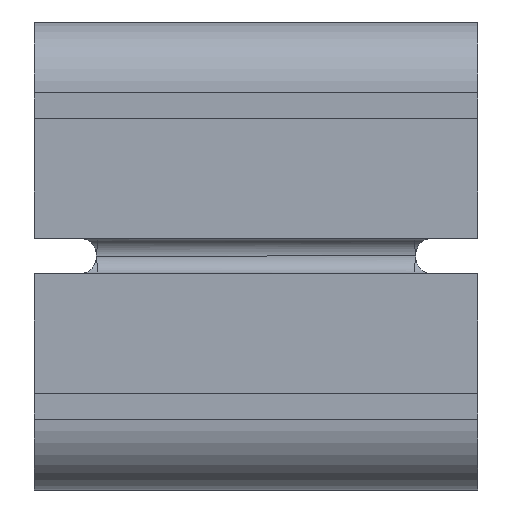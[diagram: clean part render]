
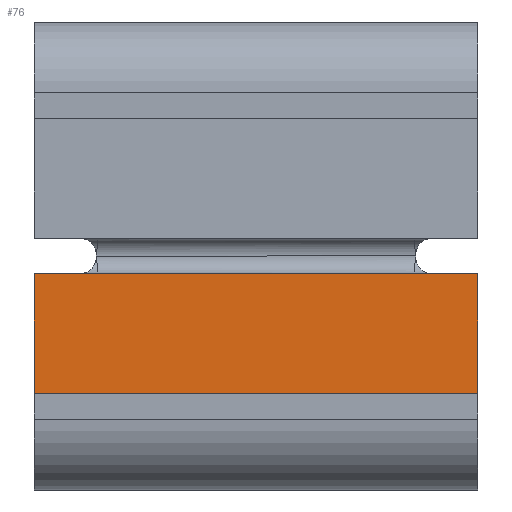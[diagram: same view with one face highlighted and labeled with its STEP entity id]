
A CAD part, front view. The second image highlights one B-rep face of the part: STEP entity #76.
In plain terms, the highlighted planar face has unit normal (0, -1, 0).
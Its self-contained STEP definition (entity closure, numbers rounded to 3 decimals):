
#76=ADVANCED_FACE('',(#157),#158,.F.);
#157=FACE_OUTER_BOUND('',#240,.T.);
#158=PLANE('',#241);
#240=EDGE_LOOP('',(#403,#404,#405,#406));
#241=AXIS2_PLACEMENT_3D('',#407,#408,#409);
#403=ORIENTED_EDGE('',*,*,#572,.T.);
#404=ORIENTED_EDGE('',*,*,#542,.F.);
#405=ORIENTED_EDGE('',*,*,#555,.F.);
#406=ORIENTED_EDGE('',*,*,#562,.T.);
#407=CARTESIAN_POINT('',(12.5,-30.0,-9.));
#408=DIRECTION('',(0.0,1.0,0.0));
#409=DIRECTION('',(1.0,0.0,-0.0));
#542=EDGE_CURVE('',#651,#652,#653,.T.);
#555=EDGE_CURVE('',#673,#651,#674,.T.);
#562=EDGE_CURVE('',#673,#682,#684,.T.);
#572=EDGE_CURVE('',#682,#652,#701,.T.);
#651=VERTEX_POINT('',#922);
#652=VERTEX_POINT('',#923);
#653=LINE('',#924,#925);
#673=VERTEX_POINT('',#953);
#674=LINE('',#954,#955);
#682=VERTEX_POINT('',#966);
#684=LINE('',#969,#970);
#701=LINE('',#1001,#1002);
#922=CARTESIAN_POINT('',(-12.5,-30.0,-9.));
#923=CARTESIAN_POINT('',(-12.5,-30.0,-1.0));
#924=CARTESIAN_POINT('',(-12.5,-30.0,-9.));
#925=VECTOR('',#1070,8.);
#953=CARTESIAN_POINT('',(12.5,-30.0,-9.));
#954=CARTESIAN_POINT('',(12.5,-30.0,-9.));
#955=VECTOR('',#1085,25.0);
#966=CARTESIAN_POINT('',(12.5,-30.0,-1.0));
#969=CARTESIAN_POINT('',(12.5,-30.0,-9.));
#970=VECTOR('',#1093,8.);
#1001=CARTESIAN_POINT('',(12.5,-30.0,-1.0));
#1002=VECTOR('',#1102,25.0);
#1070=DIRECTION('',(0.0,0.0,1.0));
#1085=DIRECTION('',(-1.0,0.0,0.0));
#1093=DIRECTION('',(0.0,0.0,1.0));
#1102=DIRECTION('',(-1.0,0.0,0.0));
